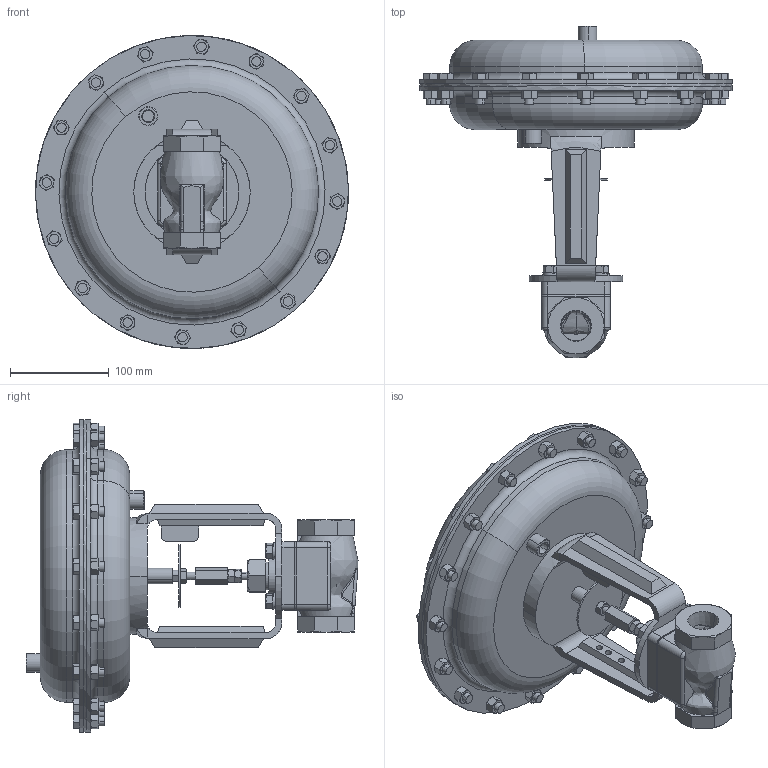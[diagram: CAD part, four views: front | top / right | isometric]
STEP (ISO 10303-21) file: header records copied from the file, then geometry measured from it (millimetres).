
FILE_DESCRIPTION (( 'STEP AP203' ), '1' );
FILE_NAME ('78-100-ALL-PT-55M.STEP', '2017-09-27T12:12:02', ( '' ), ( '' ), 'SwSTEP 2.0', 'SolidWorks 2014', '' );
FILE_SCHEMA (( 'CONFIG_CONTROL_DESIGN' ));
Length unit declared in the file: inch
Products named in the file (1): 78-100-ALL-PT-55M
Bounding box: 317.49 x 336.75 x 317.42 mm (x, y, z)
Volume: 5648901.3 mm3; surface area: 345459 mm2
Topology: 5 solids, 9 shells, 923 faces, 2172 edges, 1335 vertices
Faces by surface type: plane 426, cone 300, cylinder 141, bspline 40, torus 16
Entity records: 35925 total; most frequent: CARTESIAN_POINT 16026, ORIENTED_EDGE 4328, DIRECTION 3737, EDGE_CURVE 2164, AXIS2_PLACEMENT_3D 1438, VERTEX_POINT 1335, EDGE_LOOP 1011, FACE_OUTER_BOUND 923
